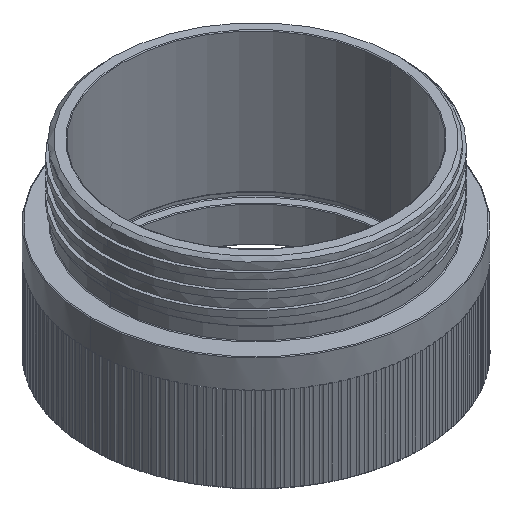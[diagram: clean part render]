
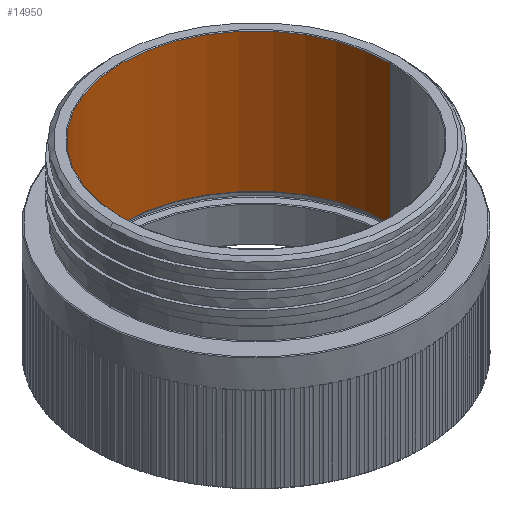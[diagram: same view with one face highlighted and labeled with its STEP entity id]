
A CAD part, isometric view. The second image highlights one B-rep face of the part: STEP entity #14950.
In plain terms, the highlighted cylindrical face has radius 23.495 mm (diameter 46.99 mm), a partial arc.
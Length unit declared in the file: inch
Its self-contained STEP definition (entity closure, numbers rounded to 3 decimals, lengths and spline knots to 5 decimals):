
#494 = LINE ( 'NONE', #22636, #11949 ) ;
#655 = AXIS2_PLACEMENT_3D ( 'NONE', #3617, #10874, #2072 ) ;
#869 = LINE ( 'NONE', #9450, #4670 ) ;
#1328 = ORIENTED_EDGE ( 'NONE', *, *, #14188, .F. ) ;
#1876 = CARTESIAN_POINT ( 'NONE',  ( 0., 0., 0.6415 ) ) ;
#2072 = DIRECTION ( 'NONE',  ( 1., 0., 0. ) ) ;
#2291 = EDGE_LOOP ( 'NONE', ( #1328, #18612, #16184, #6326 ) ) ;
#3617 = CARTESIAN_POINT ( 'NONE',  ( 0., 0., -0.3215 ) ) ;
#3645 = CARTESIAN_POINT ( 'NONE',  ( 0.925, 0., -0.3215 ) ) ;
#3656 = FACE_OUTER_BOUND ( 'NONE', #2291, .T. ) ;
#4670 = VECTOR ( 'NONE', #20868, 39.37008 ) ;
#5613 = VERTEX_POINT ( 'NONE', #17281 ) ;
#6326 = ORIENTED_EDGE ( 'NONE', *, *, #11035, .T. ) ;
#8131 = DIRECTION ( 'NONE',  ( 0., 0., 1. ) ) ;
#9136 = DIRECTION ( 'NONE',  ( 0., 0., 1. ) ) ;
#9450 = CARTESIAN_POINT ( 'NONE',  ( 0.925, 0., 0.6415 ) ) ;
#10010 = DIRECTION ( 'NONE',  ( 0., 0., 1. ) ) ;
#10426 = VERTEX_POINT ( 'NONE', #3645 ) ;
#10874 = DIRECTION ( 'NONE',  ( 0., 0., -1. ) ) ;
#10962 = EDGE_CURVE ( 'NONE', #10426, #19172, #869, .T. ) ;
#11035 = EDGE_CURVE ( 'NONE', #19172, #5613, #16905, .T. ) ;
#11949 = VECTOR ( 'NONE', #10010, 39.37008 ) ;
#12455 = CIRCLE ( 'NONE', #655, 0.925 ) ;
#12489 = DIRECTION ( 'NONE',  ( 1., 0., 0. ) ) ;
#12672 = CARTESIAN_POINT ( 'NONE',  ( 0.925, 0., 0.6365 ) ) ;
#13422 = CARTESIAN_POINT ( 'NONE',  ( -0.925, 0., -0.3215 ) ) ;
#14188 = EDGE_CURVE ( 'NONE', #16113, #5613, #494, .T. ) ;
#14950 = ADVANCED_FACE ( 'NONE', ( #3656 ), #18283, .F. ) ;
#16113 = VERTEX_POINT ( 'NONE', #13422 ) ;
#16184 = ORIENTED_EDGE ( 'NONE', *, *, #10962, .T. ) ;
#16905 = CIRCLE ( 'NONE', #18457, 0.925 ) ;
#17281 = CARTESIAN_POINT ( 'NONE',  ( -0.925, 0., 0.6365 ) ) ;
#18283 = CYLINDRICAL_SURFACE ( 'NONE', #20939, 0.925 ) ;
#18457 = AXIS2_PLACEMENT_3D ( 'NONE', #19073, #8131, #20397 ) ;
#18612 = ORIENTED_EDGE ( 'NONE', *, *, #19179, .T. ) ;
#19073 = CARTESIAN_POINT ( 'NONE',  ( 0., 0., 0.6365 ) ) ;
#19172 = VERTEX_POINT ( 'NONE', #12672 ) ;
#19179 = EDGE_CURVE ( 'NONE', #16113, #10426, #12455, .T. ) ;
#20397 = DIRECTION ( 'NONE',  ( -1., 0., 0. ) ) ;
#20868 = DIRECTION ( 'NONE',  ( 0., 0., 1. ) ) ;
#20939 = AXIS2_PLACEMENT_3D ( 'NONE', #1876, #9136, #12489 ) ;
#22636 = CARTESIAN_POINT ( 'NONE',  ( -0.925, 0., 0.6415 ) ) ;
